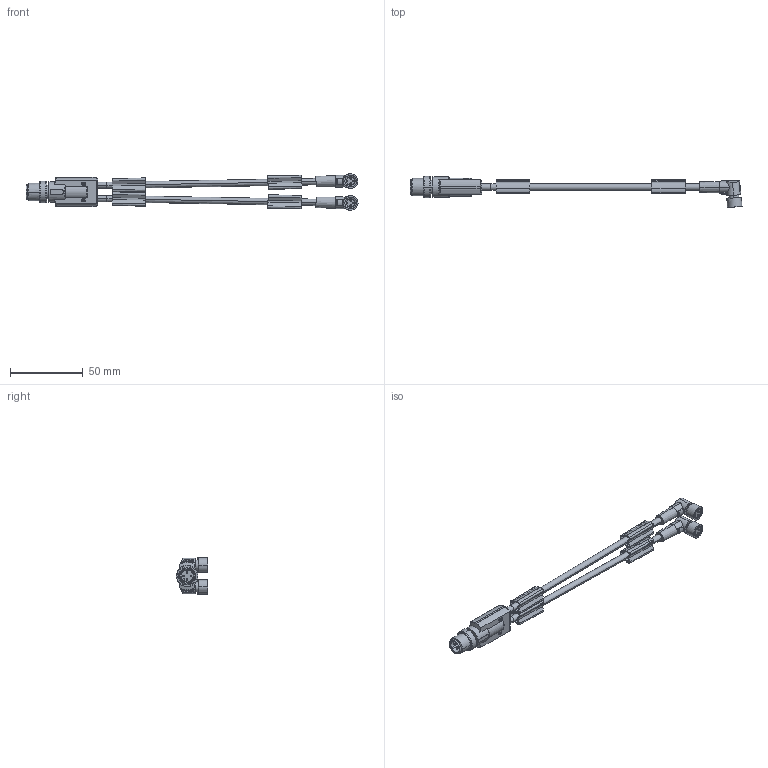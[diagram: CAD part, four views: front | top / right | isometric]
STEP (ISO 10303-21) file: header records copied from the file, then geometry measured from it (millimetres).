
FILE_DESCRIPTION(('SolidDesigner STEP Export'),'2;1');
FILE_NAME('1671373.stp','2011-11-03T13:30:28',(''),(''),'CoCreate Modeling STEP processor for AP214 (Solid Model)','CoCreate Modeling 16.00A 16-Aug-2008 (C) Parametric Technology GmbH','');
FILE_SCHEMA(('AUTOMOTIVE_DESIGN { 1 0 10303 214 1 1 1 1 }'));
Length unit declared in the file: millimetre
Products named in the file (2): 1671373
Assembly tree (1 placements, depth 2):
  1671373
    1671373
Bounding box: 228.13 x 21.4 x 25.06 mm (x, y, z)
Volume: 18758.9 mm3; surface area: 16081.8 mm2
Topology: 1 solids, 1 shells, 964 faces, 2758 edges, 1838 vertices
Faces by surface type: plane 601, cylinder 266, extrusion 48, cone 27, torus 14, bspline 8
Entity records: 45184 total; most frequent: CARTESIAN_POINT 14996, ORIENTED_EDGE 5516, DIRECTION 4467, EDGE_CURVE 2758, VECTOR 1955, LINE 1897, VERTEX_POINT 1838, AXIS2_PLACEMENT_3D 1256
